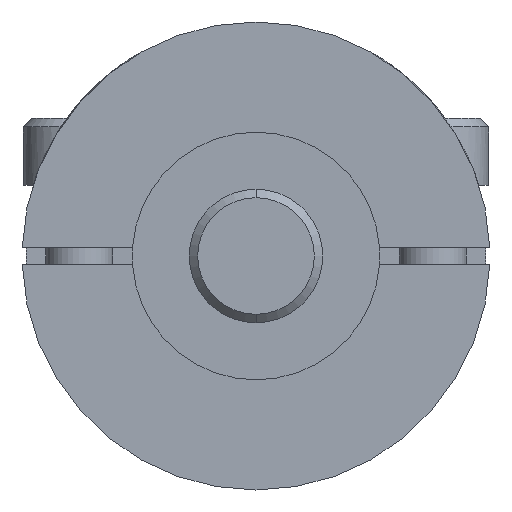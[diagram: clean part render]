
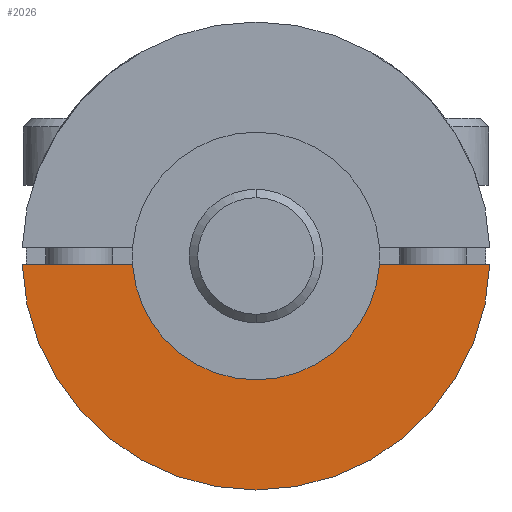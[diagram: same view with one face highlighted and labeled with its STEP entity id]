
A CAD part, front view. The second image highlights one B-rep face of the part: STEP entity #2026.
In plain terms, the highlighted planar face has unit normal (0, -1, 0).
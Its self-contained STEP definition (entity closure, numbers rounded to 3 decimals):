
#624=DIRECTION('',(1.,0.,0.));
#625=VECTOR('',#624,9.906);
#626=CARTESIAN_POINT('',(11.086,-7.506,-0.762));
#627=LINE('',#626,#625);
#628=CARTESIAN_POINT('',(0.,-7.506,0.));
#629=DIRECTION('',(0.,1.,0.));
#630=DIRECTION('',(0.999,0.,-0.036));
#631=AXIS2_PLACEMENT_3D('',#628,#629,#630);
#633=DIRECTION('',(1.,0.,0.));
#634=VECTOR('',#633,9.906);
#635=CARTESIAN_POINT('',(-20.992,-7.506,-0.762));
#636=LINE('',#635,#634);
#637=CARTESIAN_POINT('',(0.,-7.506,0.));
#638=DIRECTION('',(0.,-1.,0.));
#639=DIRECTION('',(-0.998,0.,-0.069));
#640=AXIS2_PLACEMENT_3D('',#637,#638,#639);
#1084=CARTESIAN_POINT('',(11.086,-7.506,-0.762));
#1085=CARTESIAN_POINT('',(20.992,-7.506,-0.762));
#1086=VERTEX_POINT('',#1084);
#1087=VERTEX_POINT('',#1085);
#1088=CARTESIAN_POINT('',(-20.992,-7.506,-0.762));
#1089=VERTEX_POINT('',#1088);
#1090=CARTESIAN_POINT('',(-11.086,-7.506,-0.762));
#1091=VERTEX_POINT('',#1090);
#2013=CARTESIAN_POINT('',(0.,-7.506,0.));
#2014=DIRECTION('',(0.,1.,0.));
#2015=DIRECTION('',(1.,0.,0.));
#2016=AXIS2_PLACEMENT_3D('',#2013,#2014,#2015);
#2017=PLANE('',#2016);
#2018=ORIENTED_EDGE('',*,*,#1509,.T.);
#2020=ORIENTED_EDGE('',*,*,#2019,.T.);
#2021=ORIENTED_EDGE('',*,*,#1916,.T.);
#2023=ORIENTED_EDGE('',*,*,#2022,.T.);
#2024=EDGE_LOOP('',(#2018,#2020,#2021,#2023));
#2025=FACE_OUTER_BOUND('',#2024,.F.);
#2026=ADVANCED_FACE('',(#2025),#2017,.F.);
#632=CIRCLE('',#631,21.006);
#641=CIRCLE('',#640,11.113);
#1509=EDGE_CURVE('',#1086,#1087,#627,.T.);
#1916=EDGE_CURVE('',#1089,#1091,#636,.T.);
#2019=EDGE_CURVE('',#1087,#1089,#632,.T.);
#2022=EDGE_CURVE('',#1091,#1086,#641,.T.);
